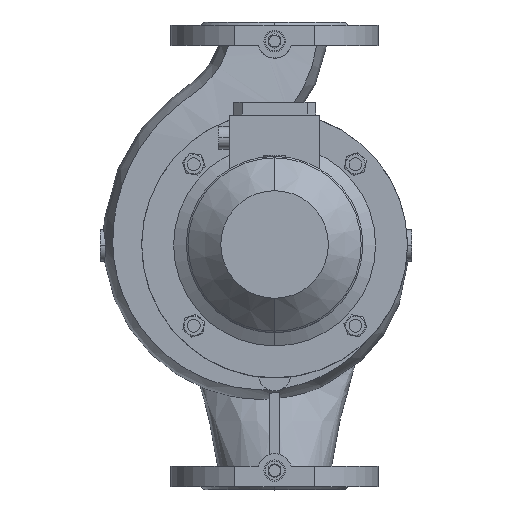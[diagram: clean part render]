
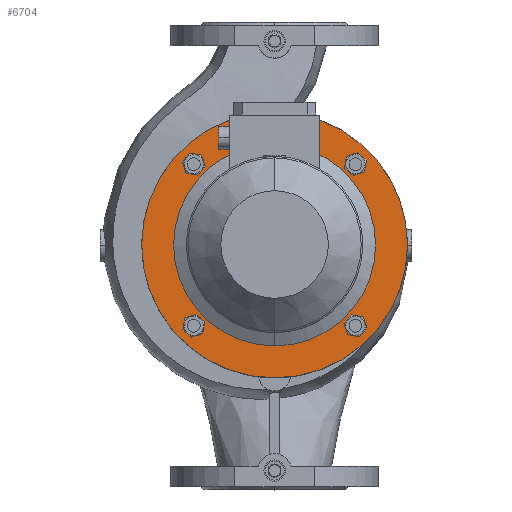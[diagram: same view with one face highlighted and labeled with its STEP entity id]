
A CAD part, top view. The second image highlights one B-rep face of the part: STEP entity #6704.
In plain terms, the highlighted planar face has unit normal (0, 0, 1).
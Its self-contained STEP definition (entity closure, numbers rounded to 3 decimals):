
#136 = VERTEX_POINT ( 'NONE', #17904 ) ;
#694 = AXIS2_PLACEMENT_3D ( 'NONE', #8928, #6576, #19164 ) ;
#1055 = DIRECTION ( 'NONE',  ( 0., 1., 0. ) ) ;
#1168 = DIRECTION ( 'NONE',  ( 0., 0., -1. ) ) ;
#2126 = VERTEX_POINT ( 'NONE', #28988 ) ;
#2558 = ORIENTED_EDGE ( 'NONE', *, *, #21004, .F. ) ;
#2791 = CARTESIAN_POINT ( 'NONE',  ( 0., 0., 180. ) ) ;
#2857 = ORIENTED_EDGE ( 'NONE', *, *, #8442, .F. ) ;
#3065 = ORIENTED_EDGE ( 'NONE', *, *, #9220, .T. ) ;
#3547 = DIRECTION ( 'NONE',  ( 0., 0., 1. ) ) ;
#3747 = EDGE_LOOP ( 'NONE', ( #17107, #24243 ) ) ;
#3773 = CIRCLE ( 'NONE', #29853, 125. ) ;
#3883 = EDGE_CURVE ( 'NONE', #15912, #14881, #7767, .T. ) ;
#3890 = AXIS2_PLACEMENT_3D ( 'NONE', #16792, #27088, #32459 ) ;
#4115 = DIRECTION ( 'NONE',  ( 0., 1., 0. ) ) ;
#4202 = ORIENTED_EDGE ( 'NONE', *, *, #17336, .T. ) ;
#4813 = FACE_BOUND ( 'NONE', #3747, .T. ) ;
#5091 = CARTESIAN_POINT ( 'NONE',  ( -67.126, 74.447, 180. ) ) ;
#5101 = EDGE_CURVE ( 'NONE', #20546, #23200, #27351, .T. ) ;
#5769 = CARTESIAN_POINT ( 'NONE',  ( -76.014, -76.014, 180. ) ) ;
#5994 = DIRECTION ( 'NONE',  ( 0., -1., 0. ) ) ;
#6102 = DIRECTION ( 'NONE',  ( 0., -1., 0. ) ) ;
#6160 = AXIS2_PLACEMENT_3D ( 'NONE', #5769, #3547, #6102 ) ;
#6576 = DIRECTION ( 'NONE',  ( 0., 0., 1. ) ) ;
#6674 = CIRCLE ( 'NONE', #9258, 95. ) ;
#6704 = ADVANCED_FACE ( 'NONE', ( #19166, #13164, #12373, #4813, #9608, #30297 ), #8813, .T. ) ;
#7079 = CIRCLE ( 'NONE', #15657, 9.025 ) ;
#7204 = CARTESIAN_POINT ( 'NONE',  ( 0., 0., 180. ) ) ;
#7767 = CIRCLE ( 'NONE', #26830, 9.025 ) ;
#8138 = CARTESIAN_POINT ( 'NONE',  ( 84.902, -77.581, 180. ) ) ;
#8185 = CARTESIAN_POINT ( 'NONE',  ( -84.902, 77.581, 180. ) ) ;
#8442 = EDGE_CURVE ( 'NONE', #31523, #9002, #10696, .T. ) ;
#8692 = EDGE_CURVE ( 'NONE', #9371, #25290, #7079, .T. ) ;
#8716 = ORIENTED_EDGE ( 'NONE', *, *, #22765, .F. ) ;
#8785 = CIRCLE ( 'NONE', #3890, 9.025 ) ;
#8813 = PLANE ( 'NONE',  #694 ) ;
#8816 = AXIS2_PLACEMENT_3D ( 'NONE', #24013, #16126, #5994 ) ;
#8928 = CARTESIAN_POINT ( 'NONE',  ( 0., 125., 180. ) ) ;
#9002 = VERTEX_POINT ( 'NONE', #8138 ) ;
#9220 = EDGE_CURVE ( 'NONE', #11791, #19168, #6674, .T. ) ;
#9258 = AXIS2_PLACEMENT_3D ( 'NONE', #30032, #14659, #4115 ) ;
#9294 = EDGE_LOOP ( 'NONE', ( #2558, #19510 ) ) ;
#9371 = VERTEX_POINT ( 'NONE', #25422 ) ;
#9608 = FACE_BOUND ( 'NONE', #31477, .T. ) ;
#9693 = DIRECTION ( 'NONE',  ( 0., -1., 0. ) ) ;
#9798 = CARTESIAN_POINT ( 'NONE',  ( 76.014, -76.014, 180. ) ) ;
#9921 = CIRCLE ( 'NONE', #8816, 9.025 ) ;
#10696 = CIRCLE ( 'NONE', #19494, 9.025 ) ;
#11064 = ORIENTED_EDGE ( 'NONE', *, *, #3883, .F. ) ;
#11334 = CARTESIAN_POINT ( 'NONE',  ( 0., 95., 180. ) ) ;
#11594 = DIRECTION ( 'NONE',  ( 0., 0., 1. ) ) ;
#11698 = DIRECTION ( 'NONE',  ( 0., -1., 0. ) ) ;
#11791 = VERTEX_POINT ( 'NONE', #11334 ) ;
#11802 = CARTESIAN_POINT ( 'NONE',  ( 0., -95., 180. ) ) ;
#12016 = CARTESIAN_POINT ( 'NONE',  ( 76.014, -76.014, 180. ) ) ;
#12373 = FACE_BOUND ( 'NONE', #13830, .T. ) ;
#13164 = FACE_BOUND ( 'NONE', #30162, .T. ) ;
#13830 = EDGE_LOOP ( 'NONE', ( #2857, #18559 ) ) ;
#13998 = CARTESIAN_POINT ( 'NONE',  ( -77.581, -84.902, 180. ) ) ;
#14508 = CIRCLE ( 'NONE', #6160, 9.025 ) ;
#14585 = CARTESIAN_POINT ( 'NONE',  ( 76.014, 76.014, 180. ) ) ;
#14659 = DIRECTION ( 'NONE',  ( 0., 0., -1. ) ) ;
#14767 = DIRECTION ( 'NONE',  ( 0., -1., 0. ) ) ;
#14881 = VERTEX_POINT ( 'NONE', #8185 ) ;
#15176 = CIRCLE ( 'NONE', #16014, 9.025 ) ;
#15657 = AXIS2_PLACEMENT_3D ( 'NONE', #21732, #11594, #11698 ) ;
#15912 = VERTEX_POINT ( 'NONE', #5091 ) ;
#16014 = AXIS2_PLACEMENT_3D ( 'NONE', #12016, #22151, #19172 ) ;
#16126 = DIRECTION ( 'NONE',  ( 0., 0., -1. ) ) ;
#16297 = CARTESIAN_POINT ( 'NONE',  ( 0., 0., 180. ) ) ;
#16792 = CARTESIAN_POINT ( 'NONE',  ( -76.014, 76.014, 180. ) ) ;
#17107 = ORIENTED_EDGE ( 'NONE', *, *, #8692, .F. ) ;
#17241 = CARTESIAN_POINT ( 'NONE',  ( 0., -125., 180. ) ) ;
#17336 = EDGE_CURVE ( 'NONE', #2126, #136, #9921, .T. ) ;
#17832 = ORIENTED_EDGE ( 'NONE', *, *, #28935, .T. ) ;
#17904 = CARTESIAN_POINT ( 'NONE',  ( 74.447, 67.126, 180. ) ) ;
#18345 = DIRECTION ( 'NONE',  ( 0., 1., 0. ) ) ;
#18434 = CARTESIAN_POINT ( 'NONE',  ( 0., 125., 180. ) ) ;
#18459 = DIRECTION ( 'NONE',  ( 0., 0., -1. ) ) ;
#18559 = ORIENTED_EDGE ( 'NONE', *, *, #22042, .F. ) ;
#19164 = DIRECTION ( 'NONE',  ( 0., -1., 0. ) ) ;
#19166 = FACE_BOUND ( 'NONE', #29553, .T. ) ;
#19168 = VERTEX_POINT ( 'NONE', #11802 ) ;
#19172 = DIRECTION ( 'NONE',  ( 0., -1., 0. ) ) ;
#19401 = AXIS2_PLACEMENT_3D ( 'NONE', #2791, #18459, #18345 ) ;
#19494 = AXIS2_PLACEMENT_3D ( 'NONE', #9798, #24924, #9693 ) ;
#19510 = ORIENTED_EDGE ( 'NONE', *, *, #5101, .F. ) ;
#19884 = CARTESIAN_POINT ( 'NONE',  ( -76.014, 76.014, 180. ) ) ;
#20118 = DIRECTION ( 'NONE',  ( 0., 0., -1. ) ) ;
#20546 = VERTEX_POINT ( 'NONE', #17241 ) ;
#20861 = EDGE_CURVE ( 'NONE', #25290, #9371, #14508, .T. ) ;
#20928 = AXIS2_PLACEMENT_3D ( 'NONE', #14585, #22161, #21947 ) ;
#21004 = EDGE_CURVE ( 'NONE', #23200, #20546, #3773, .T. ) ;
#21732 = CARTESIAN_POINT ( 'NONE',  ( -76.014, -76.014, 180. ) ) ;
#21947 = DIRECTION ( 'NONE',  ( 0., -1., 0. ) ) ;
#22042 = EDGE_CURVE ( 'NONE', #9002, #31523, #15176, .T. ) ;
#22151 = DIRECTION ( 'NONE',  ( 0., 0., 1. ) ) ;
#22161 = DIRECTION ( 'NONE',  ( 0., 0., -1. ) ) ;
#22436 = DIRECTION ( 'NONE',  ( 0., 0., 1. ) ) ;
#22765 = EDGE_CURVE ( 'NONE', #14881, #15912, #8785, .T. ) ;
#22775 = DIRECTION ( 'NONE',  ( 0., 1., 0. ) ) ;
#23200 = VERTEX_POINT ( 'NONE', #18434 ) ;
#24013 = CARTESIAN_POINT ( 'NONE',  ( 76.014, 76.014, 180. ) ) ;
#24243 = ORIENTED_EDGE ( 'NONE', *, *, #20861, .F. ) ;
#24344 = CIRCLE ( 'NONE', #31951, 95. ) ;
#24924 = DIRECTION ( 'NONE',  ( 0., 0., 1. ) ) ;
#25290 = VERTEX_POINT ( 'NONE', #13998 ) ;
#25422 = CARTESIAN_POINT ( 'NONE',  ( -74.447, -67.126, 180. ) ) ;
#26830 = AXIS2_PLACEMENT_3D ( 'NONE', #19884, #22436, #14767 ) ;
#27088 = DIRECTION ( 'NONE',  ( 0., 0., 1. ) ) ;
#27351 = CIRCLE ( 'NONE', #19401, 125. ) ;
#28452 = CARTESIAN_POINT ( 'NONE',  ( 67.126, -74.447, 180. ) ) ;
#28935 = EDGE_CURVE ( 'NONE', #19168, #11791, #24344, .T. ) ;
#28988 = CARTESIAN_POINT ( 'NONE',  ( 77.581, 84.902, 180. ) ) ;
#29553 = EDGE_LOOP ( 'NONE', ( #30364, #4202 ) ) ;
#29853 = AXIS2_PLACEMENT_3D ( 'NONE', #7204, #20118, #22775 ) ;
#30032 = CARTESIAN_POINT ( 'NONE',  ( 0., 0., 180. ) ) ;
#30162 = EDGE_LOOP ( 'NONE', ( #11064, #8716 ) ) ;
#30297 = FACE_OUTER_BOUND ( 'NONE', #9294, .T. ) ;
#30364 = ORIENTED_EDGE ( 'NONE', *, *, #32790, .T. ) ;
#31477 = EDGE_LOOP ( 'NONE', ( #3065, #17832 ) ) ;
#31523 = VERTEX_POINT ( 'NONE', #28452 ) ;
#31951 = AXIS2_PLACEMENT_3D ( 'NONE', #16297, #1168, #1055 ) ;
#32459 = DIRECTION ( 'NONE',  ( 0., -1., 0. ) ) ;
#32541 = CIRCLE ( 'NONE', #20928, 9.025 ) ;
#32790 = EDGE_CURVE ( 'NONE', #136, #2126, #32541, .T. ) ;
